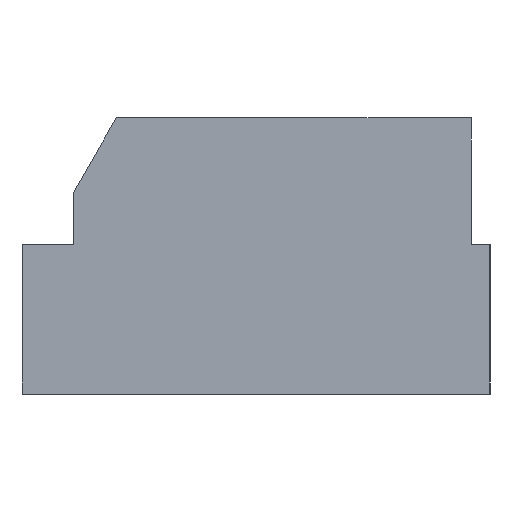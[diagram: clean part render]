
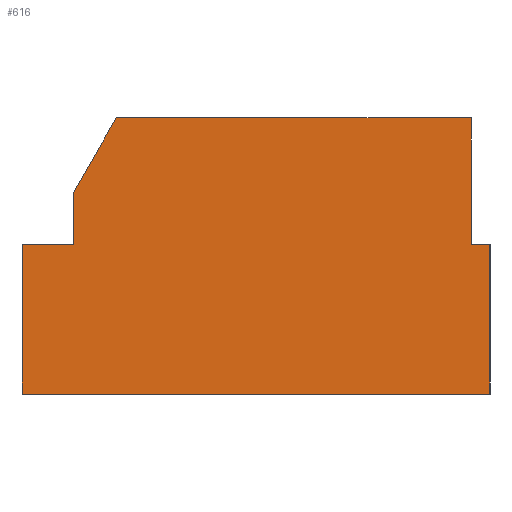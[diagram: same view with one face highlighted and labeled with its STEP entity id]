
A CAD part, left-side view. The second image highlights one B-rep face of the part: STEP entity #616.
In plain terms, the highlighted planar face has unit normal (-1, 0, 0).
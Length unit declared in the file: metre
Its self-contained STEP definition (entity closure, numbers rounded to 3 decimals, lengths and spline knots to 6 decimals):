
#79=ORIENTED_EDGE('',*,*,#232,.T.);
#80=ORIENTED_EDGE('',*,*,#199,.F.);
#81=ORIENTED_EDGE('',*,*,#215,.F.);
#82=ORIENTED_EDGE('',*,*,#233,.F.);
#83=ORIENTED_EDGE('',*,*,#234,.F.);
#84=ORIENTED_EDGE('',*,*,#235,.F.);
#85=ORIENTED_EDGE('',*,*,#236,.T.);
#86=ORIENTED_EDGE('',*,*,#220,.F.);
#87=ORIENTED_EDGE('',*,*,#231,.T.);
#199=EDGE_CURVE('',#279,#277,#337,.T.);
#215=EDGE_CURVE('',#293,#279,#353,.T.);
#220=EDGE_CURVE('',#298,#299,#358,.T.);
#231=EDGE_CURVE('',#298,#306,#369,.T.);
#232=EDGE_CURVE('',#306,#277,#370,.T.);
#233=EDGE_CURVE('',#307,#293,#371,.T.);
#234=EDGE_CURVE('',#308,#307,#372,.T.);
#235=EDGE_CURVE('',#309,#308,#373,.T.);
#236=EDGE_CURVE('',#309,#299,#374,.T.);
#277=VERTEX_POINT('',#901);
#279=VERTEX_POINT('',#905);
#293=VERTEX_POINT('',#937);
#298=VERTEX_POINT('',#948);
#299=VERTEX_POINT('',#950);
#306=VERTEX_POINT('',#969);
#307=VERTEX_POINT('',#974);
#308=VERTEX_POINT('',#976);
#309=VERTEX_POINT('',#978);
#337=LINE('',#906,#401);
#353=LINE('',#938,#417);
#358=LINE('',#949,#422);
#369=LINE('',#970,#433);
#370=LINE('',#972,#434);
#371=LINE('',#973,#435);
#372=LINE('',#975,#436);
#373=LINE('',#977,#437);
#374=LINE('',#979,#438);
#401=VECTOR('',#726,1.);
#417=VECTOR('',#746,1.);
#422=VECTOR('',#753,1.);
#433=VECTOR('',#768,1.);
#434=VECTOR('',#771,1.);
#435=VECTOR('',#772,1.);
#436=VECTOR('',#773,1.);
#437=VECTOR('',#774,1.);
#438=VECTOR('',#775,1.);
#470=EDGE_LOOP('',(#79,#80,#81,#82,#83,#84,#85,#86,#87));
#528=FACE_BOUND('',#470,.T.);
#584=PLANE('',#669);
#616=ADVANCED_FACE('',(#528),#584,.F.);
#669=AXIS2_PLACEMENT_3D('',#971,#769,#770);
#726=DIRECTION('',(0.,0.,-1.));
#746=DIRECTION('',(0.,-1.,0.));
#753=DIRECTION('',(0.,-1.,0.));
#768=DIRECTION('',(0.,0.,-1.));
#769=DIRECTION('',(1.,0.,0.));
#770=DIRECTION('',(0.,0.,-1.));
#771=DIRECTION('',(0.,-1.,0.));
#772=DIRECTION('',(0.,0.,-1.));
#773=DIRECTION('',(0.,-1.,0.));
#774=DIRECTION('',(0.,-0.5,0.866));
#775=DIRECTION('',(0.,0.,-1.));
#901=CARTESIAN_POINT('',(-0.1215,-0.05,0.));
#905=CARTESIAN_POINT('',(-0.1215,-0.05,0.032));
#906=CARTESIAN_POINT('',(-0.1215,-0.05,0.032));
#937=CARTESIAN_POINT('',(-0.1215,-0.046,0.032));
#938=CARTESIAN_POINT('',(-0.1215,0.,0.032));
#948=CARTESIAN_POINT('',(-0.1215,0.05,0.032));
#949=CARTESIAN_POINT('',(-0.1215,0.,0.032));
#950=CARTESIAN_POINT('',(-0.1215,0.039,0.032));
#969=CARTESIAN_POINT('',(-0.1215,0.05,0.));
#970=CARTESIAN_POINT('',(-0.1215,0.05,0.032));
#971=CARTESIAN_POINT('',(-0.1215,0.,0.032));
#972=CARTESIAN_POINT('',(-0.1215,0.,0.));
#973=CARTESIAN_POINT('',(-0.1215,-0.046,0.043144));
#974=CARTESIAN_POINT('',(-0.1215,-0.046,0.059));
#975=CARTESIAN_POINT('',(-0.1215,-0.008077,0.059));
#976=CARTESIAN_POINT('',(-0.1215,0.029846,0.059));
#977=CARTESIAN_POINT('',(-0.1215,0.034423,0.051072));
#978=CARTESIAN_POINT('',(-0.1215,0.039,0.043144));
#979=CARTESIAN_POINT('',(-0.1215,0.039,0.043144));
